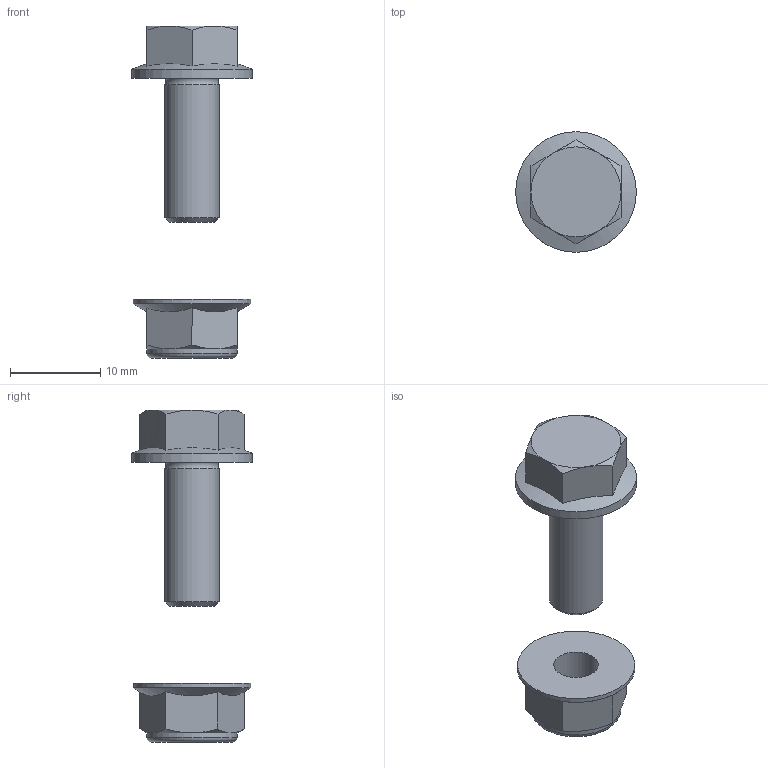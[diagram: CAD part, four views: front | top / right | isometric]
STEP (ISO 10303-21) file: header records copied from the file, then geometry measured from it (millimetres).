
FILE_DESCRIPTION (( 'STEP AP203' ), '1' );
FILE_NAME ('VTD616_Default.step', '2025-05-14T13:11:34', ( 'Windows User' ), ( 'AUTOMATION DIRECT' ), 'SwSTEP 2.0', 'SolidWorks 2024', '' );
FILE_SCHEMA (( 'CONFIG_CONTROL_DESIGN' ));
Length unit declared in the file: millimetre
Products named in the file (3): VTR616; DDM600; VTD616_Default
Assembly tree (2 placements, depth 2):
  VTD616_Default
    VTR616
    DDM600
Bounding box: 13.4 x 13.4 x 36.85 mm (x, y, z)
Volume: 1487.7 mm3; surface area: 1294.7 mm2
Topology: 2 solids, 2 shells, 36 faces, 78 edges, 47 vertices
Faces by surface type: plane 19, cone 10, cylinder 5, torus 2
Full cylindrical faces by diameter (mm): 4.917 x1, 6 x1, 10 x1, 13 x1, 13.4 x1
Entity records: 1501 total; most frequent: CARTESIAN_POINT 527, DIRECTION 136, ORIENTED_EDGE 126, EDGE_CURVE 63, AXIS2_PLACEMENT_3D 62, EDGE_LOOP 50, VERTEX_POINT 43, FACE_OUTER_BOUND 43
